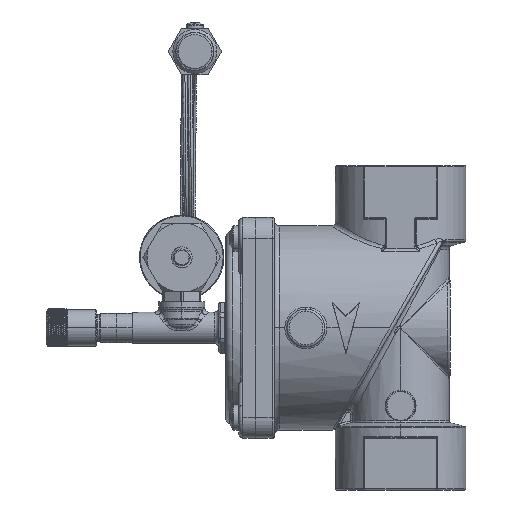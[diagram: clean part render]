
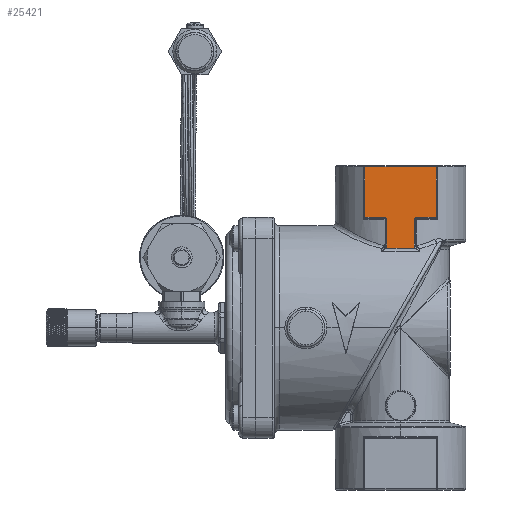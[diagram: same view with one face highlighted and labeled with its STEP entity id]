
A CAD part, left-side view. The second image highlights one B-rep face of the part: STEP entity #25421.
In plain terms, the highlighted planar face has unit normal (-1, 0, 0).
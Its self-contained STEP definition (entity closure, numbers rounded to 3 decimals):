
#432 = CARTESIAN_POINT ( 'NONE',  ( -31.5, -67.5, 52.5 ) ) ;
#4929 = EDGE_CURVE ( 'Defeature completata1_499+Defeature completata1_435+Defeature completata1_436+Defeature completata1_434', #31740, #128537, #118487, .T. ) ;
#5016 = CARTESIAN_POINT ( 'NONE',  ( -31.5, -66.76, 38.436 ) ) ;
#9158 = CARTESIAN_POINT ( 'NONE',  ( -31.5, -52.5, 52.5 ) ) ;
#9390 = CARTESIAN_POINT ( 'NONE',  ( -31.5, -53.251, 38.429 ) ) ;
#10789 = CARTESIAN_POINT ( 'NONE',  ( -31.5, -52.5, 51.5 ) ) ;
#11917 = PLANE ( 'NONE',  #107898 ) ;
#16019 = CARTESIAN_POINT ( 'NONE',  ( -31.5, -67.5, 51.5 ) ) ;
#18105 = EDGE_CURVE ( 'Defeature completata1_499+Defeature completata1_439+Defeature completata1_441+Defeature completata1_438', #94179, #87898, #122967, .T. ) ;
#18156 = ORIENTED_EDGE ( 'NONE', *, *, #71194, .T. ) ;
#18381 = DIRECTION ( 'NONE',  ( 0., 0., -1. ) ) ;
#19188 = VECTOR ( 'NONE', #18381, 1000. ) ;
#19953 = CARTESIAN_POINT ( 'NONE',  ( -31.5, -77., 77. ) ) ;
#20202 = CARTESIAN_POINT ( 'NONE',  ( -31.5, -53.5, 39.472 ) ) ;
#20436 = EDGE_CURVE ( 'Defeature completata1_499+Defeature completata1_497+Defeature completata1_432+Defeature completata1_527', #129367, #89936, #86508, .T. ) ;
#21235 = LINE ( 'NONE', #109342, #26813 ) ;
#21416 = CARTESIAN_POINT ( 'NONE',  ( -31.5, -53.487, 39.499 ) ) ;
#23585 = CARTESIAN_POINT ( 'NONE',  ( -31.5, 0., 37.789 ) ) ;
#25233 = CARTESIAN_POINT ( 'NONE',  ( -31.5, -53.5, 51.5 ) ) ;
#25421 = ADVANCED_FACE ( 'Defeature completata1_499', ( #132025 ), #11917, .T. ) ;
#26813 = VECTOR ( 'NONE', #65995, 1000. ) ;
#28420 = CARTESIAN_POINT ( 'NONE',  ( -31.5, -66.5, 39.498 ) ) ;
#29119 = CARTESIAN_POINT ( 'NONE',  ( -31.5, -67.098, 37.789 ) ) ;
#29413 = ORIENTED_EDGE ( 'NONE', *, *, #63577, .T. ) ;
#30174 = ORIENTED_EDGE ( 'NONE', *, *, #4929, .T. ) ;
#30470 = VERTEX_POINT ( 'NONE', #68332 ) ;
#31740 = VERTEX_POINT ( 'NONE', #43255 ) ;
#33570 = LINE ( 'NONE', #23585, #39644 ) ;
#33817 = VECTOR ( 'NONE', #130796, 1000. ) ;
#34560 = CIRCLE ( 'NONE', #43576, 1. ) ;
#39644 = VECTOR ( 'NONE', #65519, 1000. ) ;
#39672 = VERTEX_POINT ( 'NONE', #61072 ) ;
#40355 = EDGE_CURVE ( 'Defeature completata1_499+Defeature completata1_441+Defeature completata1_503+Defeature completata1_439', #78721, #94179, #21235, .T. ) ;
#41237 = AXIS2_PLACEMENT_3D ( 'NONE', #16019, #128189, #116129 ) ;
#43255 = CARTESIAN_POINT ( 'NONE',  ( -31.5, -43., 76.5 ) ) ;
#43576 = AXIS2_PLACEMENT_3D ( 'NONE', #10789, #96034, #118775 ) ;
#45063 = EDGE_CURVE ( 'Defeature completata1_499+Defeature completata1_436+Defeature completata1_437+Defeature completata1_435', #39672, #31740, #90266, .T. ) ;
#46235 = CARTESIAN_POINT ( 'NONE',  ( -31.5, -77.5, 52.5 ) ) ;
#47044 = CARTESIAN_POINT ( 'NONE',  ( -31.5, -52.5, 52.5 ) ) ;
#48035 = ORIENTED_EDGE ( 'NONE', *, *, #122741, .T. ) ;
#49750 = CARTESIAN_POINT ( 'NONE',  ( -31.5, -66.549, 39.138 ) ) ;
#51270 = LINE ( 'NONE', #19953, #127841 ) ;
#51337 = ORIENTED_EDGE ( 'NONE', *, *, #136119, .T. ) ;
#53593 = LINE ( 'NONE', #20202, #69869 ) ;
#56009 = DIRECTION ( 'NONE',  ( -1., 0., 0. ) ) ;
#61072 = CARTESIAN_POINT ( 'NONE',  ( -31.5, -77., 76.5 ) ) ;
#63577 = EDGE_CURVE ( 'Defeature completata1_499+Defeature completata1_527+Defeature completata1_497+Defeature completata1_503', #89936, #124942, #33570, .T. ) ;
#64607 = ORIENTED_EDGE ( 'NONE', *, *, #105290, .T. ) ;
#64809 = VECTOR ( 'NONE', #122944, 1000. ) ;
#65519 = DIRECTION ( 'NONE',  ( 0., -1., 0. ) ) ;
#65995 = DIRECTION ( 'NONE',  ( 0., 0., 1. ) ) ;
#67568 = CARTESIAN_POINT ( 'NONE',  ( -31.5, -53.5, 39.865 ) ) ;
#68332 = CARTESIAN_POINT ( 'NONE',  ( -31.5, -77., 52.5 ) ) ;
#68673 = CARTESIAN_POINT ( 'NONE',  ( -31.5, -66.5, 51.5 ) ) ;
#69869 = VECTOR ( 'NONE', #74182, 1000. ) ;
#69932 = VERTEX_POINT ( 'NONE', #9158 ) ;
#71194 = EDGE_CURVE ( 'Defeature completata1_499+Defeature completata1_438+Defeature completata1_439+Defeature completata1_437', #87898, #30470, #87425, .T. ) ;
#74182 = DIRECTION ( 'NONE',  ( 0., 0., -1. ) ) ;
#74350 = CARTESIAN_POINT ( 'NONE',  ( -31.5, -43., 52.5 ) ) ;
#77515 = CARTESIAN_POINT ( 'NONE',  ( -31.5, -53.5, 39.865 ) ) ;
#77974 = ORIENTED_EDGE ( 'NONE', *, *, #137737, .T. ) ;
#78721 = VERTEX_POINT ( 'NONE', #136157 ) ;
#81692 = CARTESIAN_POINT ( 'NONE',  ( -31.5, -66.91, 38.103 ) ) ;
#85380 = CARTESIAN_POINT ( 'NONE',  ( -31.5, -53.438, 39.137 ) ) ;
#86025 = EDGE_LOOP ( 'NONE', ( #29413, #108004, #110592, #118311, #18156, #48035, #130489, #30174, #77974, #51337, #64607, #136309 ) ) ;
#86492 = B_SPLINE_CURVE_WITH_KNOTS ( 'NONE', 3,
 ( #29119, #124353, #81692, #5016, #113704, #49750, #28420, #115096 ),
 .UNSPECIFIED., .F., .F.,
 ( 4, 2, 2, 4 ),
 ( 0., 0.001, 0.001, 0.002 ),
 .UNSPECIFIED. ) ;
#86508 = B_SPLINE_CURVE_WITH_KNOTS ( 'NONE', 3,
 ( #77515, #120888, #21416, #85380, #106713, #9390, #107393, #108095 ),
 .UNSPECIFIED., .F., .F.,
 ( 4, 2, 2, 4 ),
 ( 0., 0.001, 0.001, 0.002 ),
 .UNSPECIFIED. ) ;
#87425 = LINE ( 'NONE', #46235, #33817 ) ;
#87898 = VERTEX_POINT ( 'NONE', #432 ) ;
#89936 = VERTEX_POINT ( 'NONE', #91154 ) ;
#90266 = LINE ( 'NONE', #121552, #64809 ) ;
#91154 = CARTESIAN_POINT ( 'NONE',  ( -31.5, -52.902, 37.789 ) ) ;
#94179 = VERTEX_POINT ( 'NONE', #68673 ) ;
#95064 = CARTESIAN_POINT ( 'NONE',  ( -31.5, -43., 52. ) ) ;
#96034 = DIRECTION ( 'NONE',  ( 1., 0., 0. ) ) ;
#104221 = EDGE_CURVE ( 'Defeature completata1_499+Defeature completata1_503+Defeature completata1_527+Defeature completata1_441', #124942, #78721, #86492, .T. ) ;
#105290 = EDGE_CURVE ( 'Defeature completata1_499+Defeature completata1_432+Defeature completata1_433+Defeature completata1_497', #106019, #129367, #53593, .T. ) ;
#106019 = VERTEX_POINT ( 'NONE', #25233 ) ;
#106713 = CARTESIAN_POINT ( 'NONE',  ( -31.5, -53.4, 38.956 ) ) ;
#107393 = CARTESIAN_POINT ( 'NONE',  ( -31.5, -53.105, 38.097 ) ) ;
#107898 = AXIS2_PLACEMENT_3D ( 'NONE', #122051, #56009, #111399 ) ;
#108004 = ORIENTED_EDGE ( 'NONE', *, *, #104221, .T. ) ;
#108095 = CARTESIAN_POINT ( 'NONE',  ( -31.5, -52.902, 37.789 ) ) ;
#109342 = CARTESIAN_POINT ( 'NONE',  ( -31.5, -66.5, 51.5 ) ) ;
#109480 = VECTOR ( 'NONE', #121636, 1000. ) ;
#110592 = ORIENTED_EDGE ( 'NONE', *, *, #40355, .T. ) ;
#111399 = DIRECTION ( 'NONE',  ( 0., 0., -1. ) ) ;
#113078 = CARTESIAN_POINT ( 'NONE',  ( -31.5, -67.098, 37.789 ) ) ;
#113704 = CARTESIAN_POINT ( 'NONE',  ( -31.5, -66.698, 38.61 ) ) ;
#115096 = CARTESIAN_POINT ( 'NONE',  ( -31.5, -66.5, 39.865 ) ) ;
#116129 = DIRECTION ( 'NONE',  ( 0., 0., 1. ) ) ;
#118311 = ORIENTED_EDGE ( 'NONE', *, *, #18105, .T. ) ;
#118487 = LINE ( 'NONE', #95064, #19188 ) ;
#118775 = DIRECTION ( 'NONE',  ( 0., 0., 1. ) ) ;
#120888 = CARTESIAN_POINT ( 'NONE',  ( -31.5, -53.5, 39.681 ) ) ;
#121552 = CARTESIAN_POINT ( 'NONE',  ( -31.5, -42.5, 76.5 ) ) ;
#121636 = DIRECTION ( 'NONE',  ( 0., -1., 0. ) ) ;
#122051 = CARTESIAN_POINT ( 'NONE',  ( -31.5, 0., 0. ) ) ;
#122341 = LINE ( 'NONE', #47044, #109480 ) ;
#122741 = EDGE_CURVE ( 'Defeature completata1_499+Defeature completata1_437+Defeature completata1_438+Defeature completata1_436', #30470, #39672, #51270, .T. ) ;
#122944 = DIRECTION ( 'NONE',  ( 0., 1., 0. ) ) ;
#122967 = CIRCLE ( 'NONE', #41237, 1. ) ;
#124353 = CARTESIAN_POINT ( 'NONE',  ( -31.5, -66.997, 37.943 ) ) ;
#124942 = VERTEX_POINT ( 'NONE', #113078 ) ;
#127841 = VECTOR ( 'NONE', #140010, 1000. ) ;
#128189 = DIRECTION ( 'NONE',  ( 1., 0., 0. ) ) ;
#128537 = VERTEX_POINT ( 'NONE', #74350 ) ;
#129367 = VERTEX_POINT ( 'NONE', #67568 ) ;
#130489 = ORIENTED_EDGE ( 'NONE', *, *, #45063, .T. ) ;
#130796 = DIRECTION ( 'NONE',  ( 0., -1., 0. ) ) ;
#132025 = FACE_OUTER_BOUND ( 'NONE', #86025, .T. ) ;
#136119 = EDGE_CURVE ( 'Defeature completata1_499+Defeature completata1_433+Defeature completata1_434+Defeature completata1_432', #69932, #106019, #34560, .T. ) ;
#136157 = CARTESIAN_POINT ( 'NONE',  ( -31.5, -66.5, 39.865 ) ) ;
#136309 = ORIENTED_EDGE ( 'NONE', *, *, #20436, .T. ) ;
#137737 = EDGE_CURVE ( 'Defeature completata1_499+Defeature completata1_434+Defeature completata1_435+Defeature completata1_433', #128537, #69932, #122341, .T. ) ;
#140010 = DIRECTION ( 'NONE',  ( 0., 0., 1. ) ) ;
